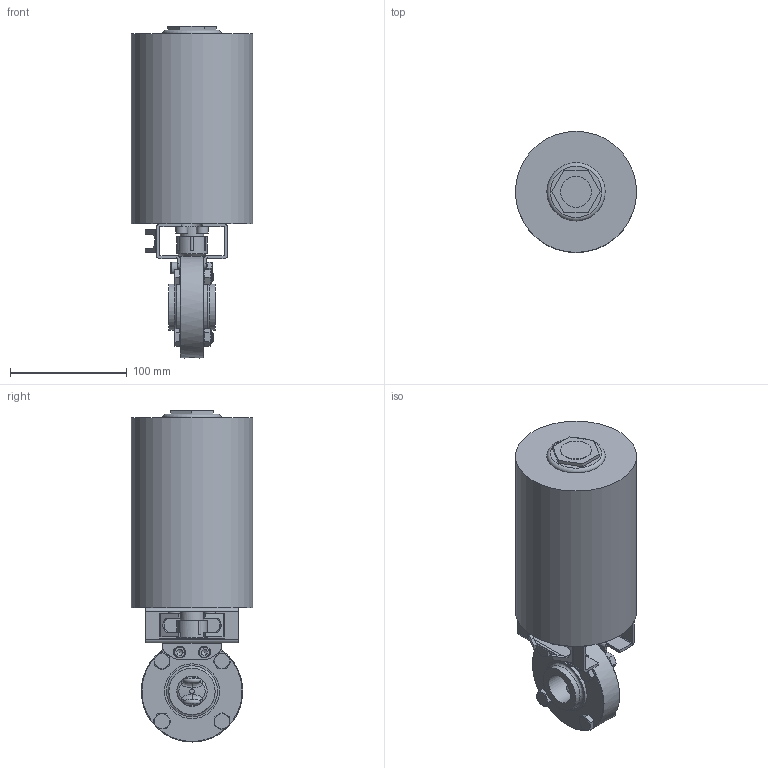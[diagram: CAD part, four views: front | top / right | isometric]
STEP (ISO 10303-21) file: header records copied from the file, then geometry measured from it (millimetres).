
FILE_DESCRIPTION((''),'2;1');
FILE_NAME('52248025XX20.stp','2010-11-25T15:41:58',('Creator'),(''),'Autodesk Inventor 2010','Autodesk Inventor 2010','');
FILE_SCHEMA(('AUTOMOTIVE_DESIGN { 1 0 10303 214 1 1 1 1 }'));
Length unit declared in the file: millimetre
Products named in the file (1): 52248025XX20
Bounding box: 103.8 x 103.8 x 284.5 mm (x, y, z)
Volume: 1562175.6 mm3; surface area: 126945 mm2
Topology: 1 solids, 5 shells, 470 faces, 1206 edges, 754 vertices
Faces by surface type: plane 271, cylinder 95, cone 67, bspline 20, torus 15, sphere 2
Full cylindrical faces by diameter (mm): 4.134 x1, 6 x2, 7.2 x2, 7.323 x4, 8 x8, 8.5 x4, 10 x8, 11.4 x4, 12.2 x2, 20 x1, 26 x3, 26.5 x1, 28 x1, 39.7 x2, 47 x2, 87 x1, 103.8 x1
Entity records: 15038 total; most frequent: CARTESIAN_POINT 4580, ORIENTED_EDGE 2132, DIRECTION 2122, EDGE_CURVE 1066, AXIS2_PLACEMENT_3D 826, VERTEX_POINT 712, EDGE_LOOP 618, VECTOR 470
